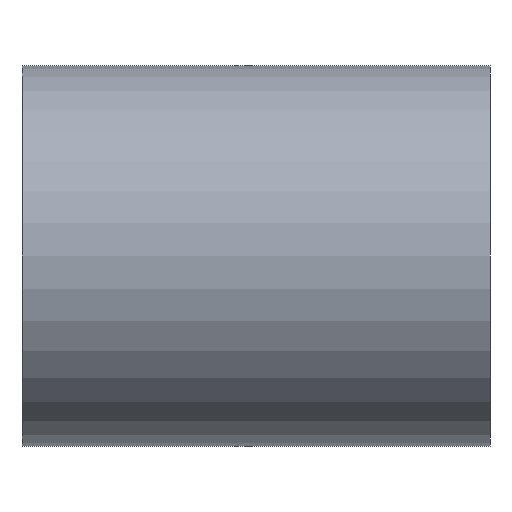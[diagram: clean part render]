
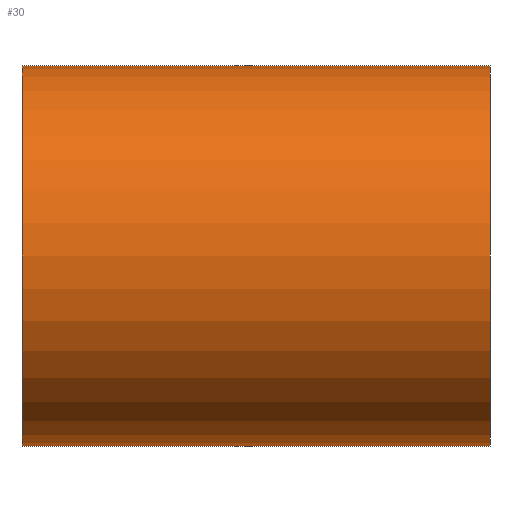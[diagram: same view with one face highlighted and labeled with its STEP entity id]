
A CAD part, left-side view. The second image highlights one B-rep face of the part: STEP entity #30.
In plain terms, the highlighted cylindrical face has radius 6.35 mm (diameter 12.7 mm), a partial arc.
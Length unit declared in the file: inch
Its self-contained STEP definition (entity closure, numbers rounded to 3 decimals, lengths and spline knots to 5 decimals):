
#6 = AXIS2_PLACEMENT_3D ( 'NONE', #193, #165, #99 ) ;
#10 = LINE ( 'NONE', #74, #136 ) ;
#16 = DIRECTION ( 'NONE',  ( 0., 1., 0. ) ) ;
#25 = DIRECTION ( 'NONE',  ( 0., -1., 0. ) ) ;
#29 = DIRECTION ( 'NONE',  ( 0., -1., 0. ) ) ;
#30 = ADVANCED_FACE ( 'NONE', ( #177 ), #42, .T. ) ;
#34 = EDGE_CURVE ( 'NONE', #40, #128, #10, .T. ) ;
#40 = VERTEX_POINT ( 'NONE', #76 ) ;
#42 = CYLINDRICAL_SURFACE ( 'NONE', #127, 0.25 ) ;
#56 = VECTOR ( 'NONE', #29, 39.37008 ) ;
#59 = ORIENTED_EDGE ( 'NONE', *, *, #148, .T. ) ;
#64 = CARTESIAN_POINT ( 'NONE',  ( 0., 0., -0.25 ) ) ;
#72 = EDGE_CURVE ( 'NONE', #162, #40, #87, .T. ) ;
#74 = CARTESIAN_POINT ( 'NONE',  ( 0., 0.615, 0.25 ) ) ;
#76 = CARTESIAN_POINT ( 'NONE',  ( 0., 0.615, 0.25 ) ) ;
#79 = ORIENTED_EDGE ( 'NONE', *, *, #72, .F. ) ;
#87 = CIRCLE ( 'NONE', #123, 0.25 ) ;
#99 = DIRECTION ( 'NONE',  ( 0., 0., 1. ) ) ;
#103 = DIRECTION ( 'NONE',  ( 0., -1., 0. ) ) ;
#106 = VERTEX_POINT ( 'NONE', #64 ) ;
#123 = AXIS2_PLACEMENT_3D ( 'NONE', #167, #16, #190 ) ;
#127 = AXIS2_PLACEMENT_3D ( 'NONE', #175, #25, #161 ) ;
#128 = VERTEX_POINT ( 'NONE', #169 ) ;
#132 = LINE ( 'NONE', #151, #56 ) ;
#136 = VECTOR ( 'NONE', #103, 39.37008 ) ;
#139 = CARTESIAN_POINT ( 'NONE',  ( 0., 0.615, -0.25 ) ) ;
#145 = EDGE_CURVE ( 'NONE', #162, #106, #132, .T. ) ;
#148 = EDGE_CURVE ( 'NONE', #106, #128, #202, .T. ) ;
#151 = CARTESIAN_POINT ( 'NONE',  ( 0., 0.615, -0.25 ) ) ;
#160 = ORIENTED_EDGE ( 'NONE', *, *, #145, .T. ) ;
#161 = DIRECTION ( 'NONE',  ( 0., 0., -1. ) ) ;
#162 = VERTEX_POINT ( 'NONE', #139 ) ;
#165 = DIRECTION ( 'NONE',  ( 0., 1., 0. ) ) ;
#167 = CARTESIAN_POINT ( 'NONE',  ( 0., 0.615, 0. ) ) ;
#169 = CARTESIAN_POINT ( 'NONE',  ( 0., 0., 0.25 ) ) ;
#175 = CARTESIAN_POINT ( 'NONE',  ( 0., 0.615, 0. ) ) ;
#177 = FACE_OUTER_BOUND ( 'NONE', #186, .T. ) ;
#186 = EDGE_LOOP ( 'NONE', ( #203, #79, #160, #59 ) ) ;
#190 = DIRECTION ( 'NONE',  ( 0., 0., 1. ) ) ;
#193 = CARTESIAN_POINT ( 'NONE',  ( 0., 0., 0. ) ) ;
#202 = CIRCLE ( 'NONE', #6, 0.25 ) ;
#203 = ORIENTED_EDGE ( 'NONE', *, *, #34, .F. ) ;
